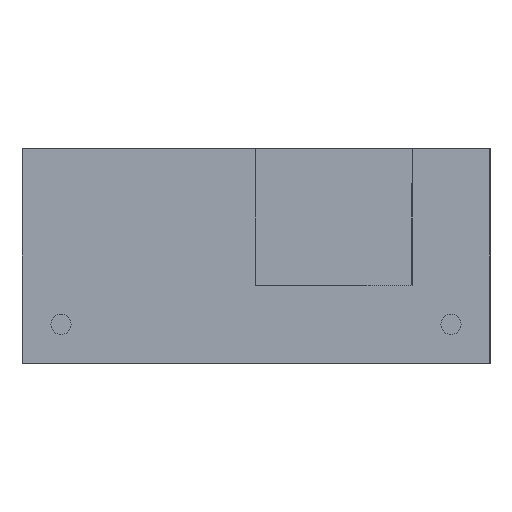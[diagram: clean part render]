
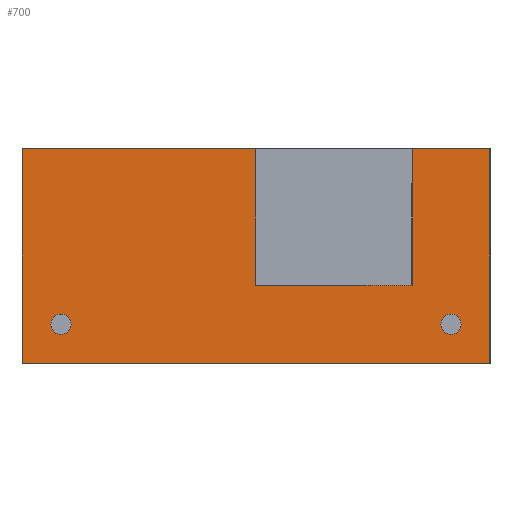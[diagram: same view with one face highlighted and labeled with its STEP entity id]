
A CAD part, left-side view. The second image highlights one B-rep face of the part: STEP entity #700.
In plain terms, the highlighted planar face has unit normal (-1, 0, 0).
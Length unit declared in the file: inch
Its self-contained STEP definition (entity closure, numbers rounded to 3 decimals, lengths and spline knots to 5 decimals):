
#29 = CARTESIAN_POINT ( 'NONE',  ( -2.125, 0., 0.5 ) ) ;
#53 = VECTOR ( 'NONE', #856, 39.37008 ) ;
#91 = EDGE_LOOP ( 'NONE', ( #977, #2005 ) ) ;
#110 = VERTEX_POINT ( 'NONE', #2211 ) ;
#113 = CIRCLE ( 'NONE', #1867, 0.06496 ) ;
#137 = ORIENTED_EDGE ( 'NONE', *, *, #1064, .F. ) ;
#153 = CARTESIAN_POINT ( 'NONE',  ( -2.125, 1.5, 1.375 ) ) ;
#155 = EDGE_CURVE ( 'NONE', #1869, #1056, #2317, .T. ) ;
#163 = DIRECTION ( 'NONE',  ( 0., 0., 1. ) ) ;
#169 = ORIENTED_EDGE ( 'NONE', *, *, #1954, .F. ) ;
#195 = AXIS2_PLACEMENT_3D ( 'NONE', #2347, #1616, #163 ) ;
#196 = EDGE_CURVE ( 'NONE', #110, #1424, #820, .T. ) ;
#239 = CARTESIAN_POINT ( 'NONE',  ( -2.125, 0., 0.5 ) ) ;
#262 = AXIS2_PLACEMENT_3D ( 'NONE', #1167, #1720, #431 ) ;
#317 = FACE_BOUND ( 'NONE', #91, .T. ) ;
#366 = LINE ( 'NONE', #153, #847 ) ;
#380 = LINE ( 'NONE', #2231, #597 ) ;
#383 = VECTOR ( 'NONE', #1258, 39.37008 ) ;
#388 = ORIENTED_EDGE ( 'NONE', *, *, #2260, .F. ) ;
#389 = DIRECTION ( 'NONE',  ( 0., 0., 1. ) ) ;
#390 = EDGE_CURVE ( 'NONE', #1869, #1866, #2054, .T. ) ;
#429 = DIRECTION ( 'NONE',  ( 0., -1., 0. ) ) ;
#431 = DIRECTION ( 'NONE',  ( 0., 0., 1. ) ) ;
#438 = DIRECTION ( 'NONE',  ( -1., 0., 0. ) ) ;
#485 = VECTOR ( 'NONE', #1575, 39.37008 ) ;
#499 = ORIENTED_EDGE ( 'NONE', *, *, #925, .F. ) ;
#528 = VECTOR ( 'NONE', #1939, 39.37008 ) ;
#535 = DIRECTION ( 'NONE',  ( 0., -1., 0. ) ) ;
#542 = ORIENTED_EDGE ( 'NONE', *, *, #196, .T. ) ;
#570 = DIRECTION ( 'NONE',  ( 0., 0., 1. ) ) ;
#586 = VERTEX_POINT ( 'NONE', #1751 ) ;
#597 = VECTOR ( 'NONE', #570, 39.37008 ) ;
#607 = AXIS2_PLACEMENT_3D ( 'NONE', #2023, #1127, #389 ) ;
#638 = EDGE_CURVE ( 'NONE', #1983, #1031, #1036, .T. ) ;
#663 = CARTESIAN_POINT ( 'NONE',  ( -2.125, -1.5, 0.5 ) ) ;
#700 = ADVANCED_FACE ( 'NONE', ( #317, #1568, #1396 ), #2296, .F. ) ;
#737 = ORIENTED_EDGE ( 'NONE', *, *, #1963, .T. ) ;
#769 = VECTOR ( 'NONE', #429, 39.37008 ) ;
#820 = LINE ( 'NONE', #1205, #485 ) ;
#835 = CARTESIAN_POINT ( 'NONE',  ( -2.125, 1.5, 1.375 ) ) ;
#847 = VECTOR ( 'NONE', #535, 39.37008 ) ;
#856 = DIRECTION ( 'NONE',  ( 0., 0., 1. ) ) ;
#916 = CIRCLE ( 'NONE', #607, 0.06496 ) ;
#925 = EDGE_CURVE ( 'NONE', #1866, #2089, #380, .T. ) ;
#932 = CARTESIAN_POINT ( 'NONE',  ( -2.125, -1.5, 1.375 ) ) ;
#977 = ORIENTED_EDGE ( 'NONE', *, *, #1203, .F. ) ;
#978 = CARTESIAN_POINT ( 'NONE',  ( -2.125, -1., 1.375 ) ) ;
#990 = DIRECTION ( 'NONE',  ( 0., 0., 1. ) ) ;
#1031 = VERTEX_POINT ( 'NONE', #2362 ) ;
#1036 = CIRCLE ( 'NONE', #195, 0.06496 ) ;
#1042 = CARTESIAN_POINT ( 'NONE',  ( -2.125, 0., 0.5 ) ) ;
#1056 = VERTEX_POINT ( 'NONE', #1678 ) ;
#1064 = EDGE_CURVE ( 'NONE', #1399, #1139, #1652, .T. ) ;
#1115 = EDGE_LOOP ( 'NONE', ( #1153, #2333 ) ) ;
#1127 = DIRECTION ( 'NONE',  ( -1., 0., 0. ) ) ;
#1139 = VERTEX_POINT ( 'NONE', #1345 ) ;
#1153 = ORIENTED_EDGE ( 'NONE', *, *, #638, .F. ) ;
#1167 = CARTESIAN_POINT ( 'NONE',  ( -2.125, 1.25, 0.25 ) ) ;
#1203 = EDGE_CURVE ( 'NONE', #1682, #586, #113, .T. ) ;
#1205 = CARTESIAN_POINT ( 'NONE',  ( -2.125, 1.5, 0.5 ) ) ;
#1258 = DIRECTION ( 'NONE',  ( 0., -1., 0. ) ) ;
#1279 = VECTOR ( 'NONE', #2011, 39.37008 ) ;
#1345 = CARTESIAN_POINT ( 'NONE',  ( -2.125, -1.5, 0. ) ) ;
#1353 = LINE ( 'NONE', #835, #528 ) ;
#1384 = DIRECTION ( 'NONE',  ( 1., 0., 0. ) ) ;
#1396 = FACE_OUTER_BOUND ( 'NONE', #1987, .T. ) ;
#1399 = VERTEX_POINT ( 'NONE', #932 ) ;
#1424 = VERTEX_POINT ( 'NONE', #1455 ) ;
#1455 = CARTESIAN_POINT ( 'NONE',  ( -2.125, 1.5, 0. ) ) ;
#1458 = EDGE_CURVE ( 'NONE', #1031, #1983, #916, .T. ) ;
#1469 = CARTESIAN_POINT ( 'NONE',  ( -2.125, -1.5, 0.5 ) ) ;
#1568 = FACE_BOUND ( 'NONE', #1115, .T. ) ;
#1575 = DIRECTION ( 'NONE',  ( 0., 0., -1. ) ) ;
#1616 = DIRECTION ( 'NONE',  ( -1., 0., 0. ) ) ;
#1630 = CARTESIAN_POINT ( 'NONE',  ( -2.125, -1.25, 0.31496 ) ) ;
#1643 = CARTESIAN_POINT ( 'NONE',  ( -2.125, -1.5, 0. ) ) ;
#1652 = LINE ( 'NONE', #1469, #1279 ) ;
#1678 = CARTESIAN_POINT ( 'NONE',  ( -2.125, 0., 1.375 ) ) ;
#1682 = VERTEX_POINT ( 'NONE', #2258 ) ;
#1720 = DIRECTION ( 'NONE',  ( -1., 0., 0. ) ) ;
#1735 = DIRECTION ( 'NONE',  ( 0., 0., -1. ) ) ;
#1751 = CARTESIAN_POINT ( 'NONE',  ( -2.125, 1.25, 0.18504 ) ) ;
#1821 = LINE ( 'NONE', #1643, #383 ) ;
#1834 = EDGE_CURVE ( 'NONE', #586, #1682, #2280, .T. ) ;
#1866 = VERTEX_POINT ( 'NONE', #2269 ) ;
#1867 = AXIS2_PLACEMENT_3D ( 'NONE', #2097, #438, #990 ) ;
#1869 = VERTEX_POINT ( 'NONE', #239 ) ;
#1905 = AXIS2_PLACEMENT_3D ( 'NONE', #663, #1384, #1735 ) ;
#1939 = DIRECTION ( 'NONE',  ( 0., -1., 0. ) ) ;
#1954 = EDGE_CURVE ( 'NONE', #110, #1056, #366, .T. ) ;
#1963 = EDGE_CURVE ( 'NONE', #1424, #1139, #1821, .T. ) ;
#1983 = VERTEX_POINT ( 'NONE', #1630 ) ;
#1987 = EDGE_LOOP ( 'NONE', ( #388, #499, #2156, #2063, #169, #542, #737, #137 ) ) ;
#2005 = ORIENTED_EDGE ( 'NONE', *, *, #1834, .F. ) ;
#2011 = DIRECTION ( 'NONE',  ( 0., 0., -1. ) ) ;
#2023 = CARTESIAN_POINT ( 'NONE',  ( -2.125, -1.25, 0.25 ) ) ;
#2054 = LINE ( 'NONE', #29, #769 ) ;
#2063 = ORIENTED_EDGE ( 'NONE', *, *, #155, .T. ) ;
#2089 = VERTEX_POINT ( 'NONE', #978 ) ;
#2097 = CARTESIAN_POINT ( 'NONE',  ( -2.125, 1.25, 0.25 ) ) ;
#2156 = ORIENTED_EDGE ( 'NONE', *, *, #390, .F. ) ;
#2211 = CARTESIAN_POINT ( 'NONE',  ( -2.125, 1.5, 1.375 ) ) ;
#2231 = CARTESIAN_POINT ( 'NONE',  ( -2.125, -1., 0.5 ) ) ;
#2258 = CARTESIAN_POINT ( 'NONE',  ( -2.125, 1.25, 0.31496 ) ) ;
#2260 = EDGE_CURVE ( 'NONE', #2089, #1399, #1353, .T. ) ;
#2269 = CARTESIAN_POINT ( 'NONE',  ( -2.125, -1., 0.5 ) ) ;
#2280 = CIRCLE ( 'NONE', #262, 0.06496 ) ;
#2296 = PLANE ( 'NONE',  #1905 ) ;
#2317 = LINE ( 'NONE', #1042, #53 ) ;
#2333 = ORIENTED_EDGE ( 'NONE', *, *, #1458, .F. ) ;
#2347 = CARTESIAN_POINT ( 'NONE',  ( -2.125, -1.25, 0.25 ) ) ;
#2362 = CARTESIAN_POINT ( 'NONE',  ( -2.125, -1.25, 0.18504 ) ) ;
